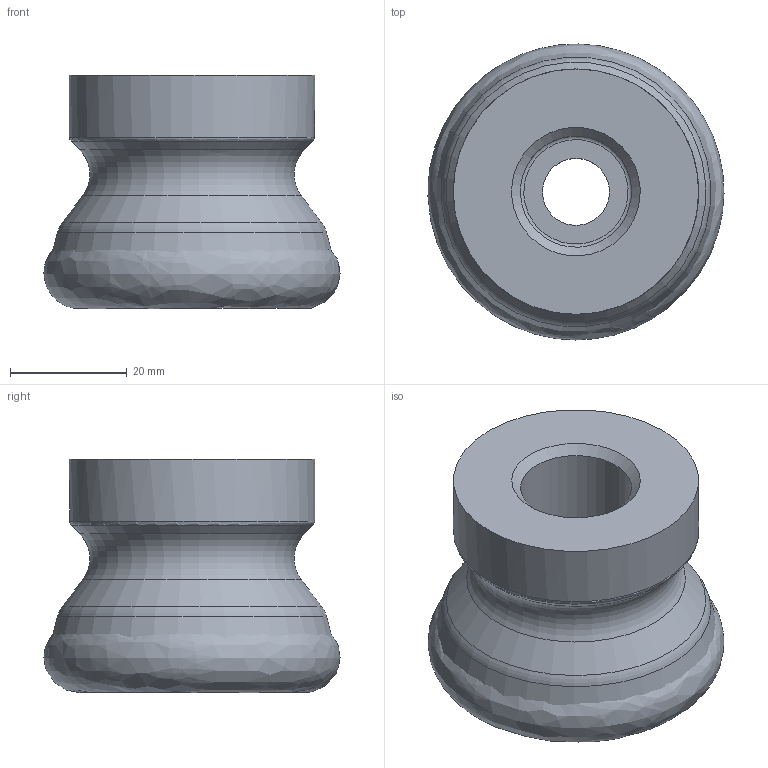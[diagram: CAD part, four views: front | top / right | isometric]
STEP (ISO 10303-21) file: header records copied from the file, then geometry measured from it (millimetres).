
FILE_DESCRIPTION(/* description */ (''),/* implementation_level */ '2;1');
FILE_NAME(/* name */ '1697109491343.stp',/* time_stamp */ '2023-10-12T16:48:24+05:00',/* author */ (''),/* organization */ ('SMS'),/* preprocessor_version */ 'ST-DEVELOPER v16.7',/* originating_system */ 'SIEMENS PLM Software NX 12.0',/* authorisation */ '');
FILE_SCHEMA (('AUTOMOTIVE_DESIGN { 1 0 10303 214 3 1 1 1 }'));
Length unit declared in the file: millimetre
Products named in the file (4): 204373886mod000_00; ASSEMBLY_CONSTRUCTION; 204891711mod000_00; 204891710mod000_00
Assembly tree (3 placements, depth 2):
  204891710mod000_00
    204891711mod000_00
    ASSEMBLY_CONSTRUCTION
    204373886mod000_00
Bounding box: 50.78 x 50.79 x 40 mm (x, y, z)
Volume: 57431.8 mm3; surface area: 14772.1 mm2
Topology: 2 solids, 2 shells, 26 faces, 54 edges, 46 vertices
Faces by surface type: torus 8, cone 7, cylinder 5, plane 5, bspline 1
Full cylindrical faces by diameter (mm): 11.5 x1, 17.15 x1, 19.061 x1, 19.5 x1, 42.1 x1
Entity records: 2650 total; most frequent: CARTESIAN_POINT 1964, DIRECTION 132, AXIS2_PLACEMENT_3D 66, FACE_BOUND 51, EDGE_LOOP 50, ORIENTED_EDGE 50, STYLED_ITEM 28, PRESENTATION_STYLE_ASSIGNMENT 28
